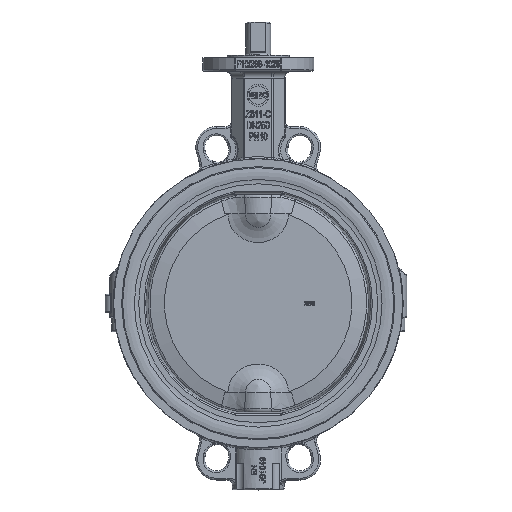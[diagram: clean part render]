
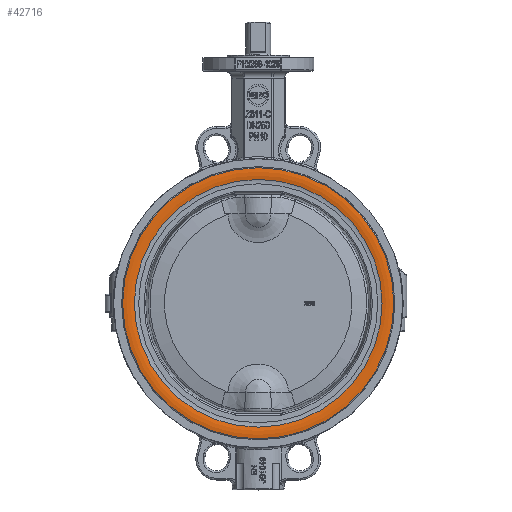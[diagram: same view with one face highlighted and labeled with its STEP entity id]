
A CAD part, top view. The second image highlights one B-rep face of the part: STEP entity #42716.
In plain terms, the highlighted toroidal (fillet/blend) face has major radius 146 mm and minor radius 30 mm.
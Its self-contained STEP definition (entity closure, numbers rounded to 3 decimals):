
#2794=TOROIDAL_SURFACE('',#45350,146.,30.);
#11163=FACE_BOUND('',#14145,.T.);
#11617=FACE_OUTER_BOUND('',#14144,.T.);
#14144=EDGE_LOOP('',(#28321));
#14145=EDGE_LOOP('',(#28322));
#16892=CIRCLE('',#45339,151.845);
#16896=CIRCLE('',#45351,138.706);
#17835=VERTEX_POINT('',#57538);
#17839=VERTEX_POINT('',#57556);
#21942=EDGE_CURVE('',#17835,#17835,#16892,.T.);
#21948=EDGE_CURVE('',#17839,#17839,#16896,.T.);
#28321=ORIENTED_EDGE('',*,*,#21948,.T.);
#28322=ORIENTED_EDGE('',*,*,#21942,.F.);
#42716=ADVANCED_FACE('',(#11617,#11163),#2794,.T.);
#45339=AXIS2_PLACEMENT_3D('',#57539,#48232,#48233);
#45350=AXIS2_PLACEMENT_3D('',#57555,#48256,#48257);
#45351=AXIS2_PLACEMENT_3D('',#57557,#48258,#48259);
#48232=DIRECTION('center_axis',(0.,0.,
-1.));
#48233=DIRECTION('ref_axis',(-1.,0.,0.));
#48256=DIRECTION('center_axis',(0.,0.,
1.));
#48257=DIRECTION('ref_axis',(0.,1.,0.));
#48258=DIRECTION('center_axis',(0.,0.,
-1.));
#48259=DIRECTION('ref_axis',(-1.,0.,0.));
#57538=CARTESIAN_POINT('',(-151.845,2.5,34.925));
#57539=CARTESIAN_POINT('Origin',(0.,2.5,34.925));
#57555=CARTESIAN_POINT('Origin',(0.,2.5,5.5));
#57556=CARTESIAN_POINT('',(-138.706,2.5,34.6));
#57557=CARTESIAN_POINT('Origin',(0.,2.5,34.6));
